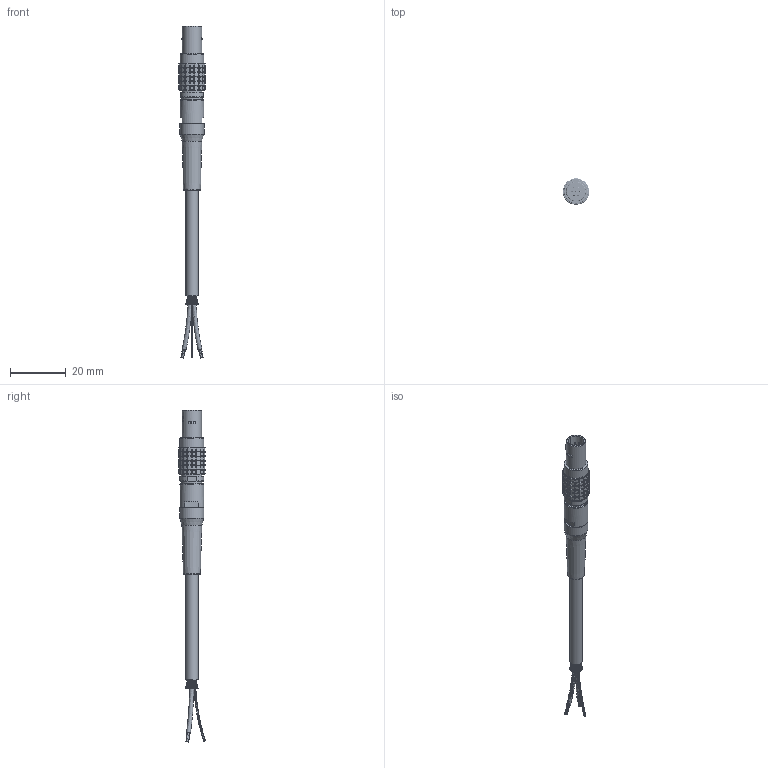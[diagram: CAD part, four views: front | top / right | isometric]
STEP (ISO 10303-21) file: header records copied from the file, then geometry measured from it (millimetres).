
FILE_DESCRIPTION(/* description */ (''),/* implementation_level */ '2;1');
FILE_NAME(/* name */ 'C607.stp',/* time_stamp */ '2020-05-01T15:27:20-04:00',/* author */ ('lcup'),/* organization */ (''),/* preprocessor_version */ 'ST-DEVELOPER v18',/* originating_system */ 'Autodesk Inventor 2020',/* authorisation */ '');
FILE_SCHEMA (('AUTOMOTIVE_DESIGN { 1 0 10303 214 3 1 1 }'));
Products named in the file (5): C607; CBP10992; CBP10301; CB110; CBP10090
Assembly tree (4 placements, depth 3):
  C607
    CBP10992
    CBP10301
    CB110
      CBP10090
Bounding box: 9.49 x 9.6 x 119.13 mm (x, y, z)
Volume: 3157.8 mm3; surface area: 4221.5 mm2
Topology: 41 solids, 41 shells, 1411 faces, 4359 edges, 2630 vertices
Faces by surface type: bspline 492, plane 465, cone 230, cylinder 200, torus 16, sphere 8
Full cylindrical faces by diameter (mm): 0.127 x19, 0.203 x38, 0.5 x7, 3.404 x1, 3.531 x1, 4.445 x1, 4.775 x1, 5.5 x1, 6 x1, 6.096 x1, 6.98 x1, 7 x1, 7.112 x1, 7.2 x1, 7.5 x1, 8.6 x2, 8.636 x1
Entity records: 78762 total; most frequent: CARTESIAN_POINT 43666, ORIENTED_EDGE 8628, DIRECTION 5979, EDGE_CURVE 4314, AXIS2_PLACEMENT_3D 2753, VERTEX_POINT 2630, CIRCLE 1821, B_SPLINE_CURVE_WITH_KNOTS 1568
